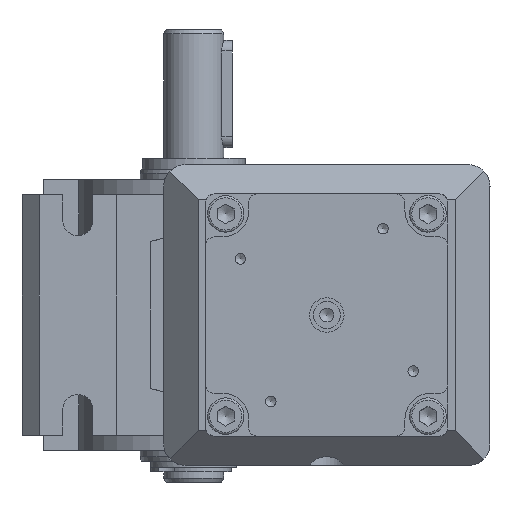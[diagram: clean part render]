
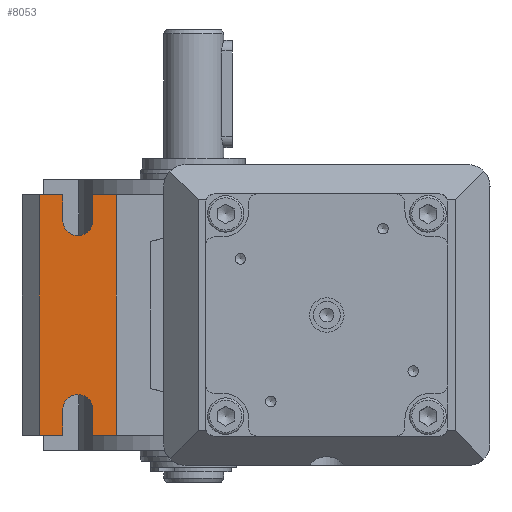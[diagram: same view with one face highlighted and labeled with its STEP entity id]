
A CAD part, left-side view. The second image highlights one B-rep face of the part: STEP entity #8053.
In plain terms, the highlighted planar face has unit normal (-1, 0, 0).
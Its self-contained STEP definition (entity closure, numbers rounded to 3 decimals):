
#7015=CARTESIAN_POINT('',(93.34,-58.707,24.566));
#7016=VERTEX_POINT('',#7015);
#7023=CARTESIAN_POINT('',(93.34,-53.207,24.566));
#7024=VERTEX_POINT('',#7023);
#7025=CARTESIAN_POINT('',(93.34,-53.207,24.566));
#7026=DIRECTION('',(0.0,-1.0,0.));
#7027=VECTOR('',#7026,5.5);
#7028=LINE('',#7025,#7027);
#7029=EDGE_CURVE('',#7024,#7016,#7028,.T.);
#7079=CARTESIAN_POINT('',(93.34,-58.707,80.566));
#7080=VERTEX_POINT('',#7079);
#7087=CARTESIAN_POINT('',(93.34,-58.707,80.566));
#7088=DIRECTION('',(0.0,0.,-1.0));
#7089=VECTOR('',#7088,56.);
#7090=LINE('',#7087,#7089);
#7091=EDGE_CURVE('',#7080,#7016,#7090,.T.);
#7135=CARTESIAN_POINT('',(93.34,-53.207,80.566));
#7136=VERTEX_POINT('',#7135);
#7143=CARTESIAN_POINT('',(93.34,-53.207,80.566));
#7144=DIRECTION('',(0.0,-1.0,0.));
#7145=VECTOR('',#7144,5.5);
#7146=LINE('',#7143,#7145);
#7147=EDGE_CURVE('',#7136,#7080,#7146,.T.);
#7971=CARTESIAN_POINT('',(93.34,-58.707,24.566));
#7972=DIRECTION('',(-1.0,0.0,0.0));
#7973=DIRECTION('',(0.0,-1.0,0.));
#7974=AXIS2_PLACEMENT_3D('',#7971,#7972,#7973);
#7975=PLANE('',#7974);
#7976=ORIENTED_EDGE('',*,*,#7091,.F.);
#7977=ORIENTED_EDGE('',*,*,#7147,.F.);
#7978=CARTESIAN_POINT('',(93.34,-53.207,74.566));
#7979=VERTEX_POINT('',#7978);
#7980=CARTESIAN_POINT('',(93.34,-53.207,80.566));
#7981=DIRECTION('',(0.0,0.,-1.0));
#7982=VECTOR('',#7981,6.0);
#7983=LINE('',#7980,#7982);
#7984=EDGE_CURVE('',#7136,#7979,#7983,.T.);
#7985=ORIENTED_EDGE('',*,*,#7984,.T.);
#7986=CARTESIAN_POINT('',(93.34,-46.207,74.566));
#7987=VERTEX_POINT('',#7986);
#7988=CARTESIAN_POINT('',(93.34,-49.707,74.566));
#7989=DIRECTION('',(1.0,0.,0.));
#7990=DIRECTION('',(0.,1.0,0.));
#7991=AXIS2_PLACEMENT_3D('',#7988,#7989,#7990);
#7992=CIRCLE('',#7991,3.5);
#7993=EDGE_CURVE('',#7979,#7987,#7992,.T.);
#7994=ORIENTED_EDGE('',*,*,#7993,.T.);
#7995=CARTESIAN_POINT('',(93.34,-46.207,80.566));
#7996=VERTEX_POINT('',#7995);
#7997=CARTESIAN_POINT('',(93.34,-46.207,74.566));
#7998=DIRECTION('',(0.0,0.,1.0));
#7999=VECTOR('',#7998,6.0);
#8000=LINE('',#7997,#7999);
#8001=EDGE_CURVE('',#7987,#7996,#8000,.T.);
#8002=ORIENTED_EDGE('',*,*,#8001,.T.);
#8003=CARTESIAN_POINT('',(93.34,-40.707,80.566));
#8004=VERTEX_POINT('',#8003);
#8005=CARTESIAN_POINT('',(93.34,-46.207,80.566));
#8006=DIRECTION('',(0.0,1.0,0.));
#8007=VECTOR('',#8006,5.5);
#8008=LINE('',#8005,#8007);
#8009=EDGE_CURVE('',#7996,#8004,#8008,.T.);
#8010=ORIENTED_EDGE('',*,*,#8009,.T.);
#8011=CARTESIAN_POINT('',(93.34,-40.707,24.566));
#8012=VERTEX_POINT('',#8011);
#8013=CARTESIAN_POINT('',(93.34,-40.707,80.566));
#8014=DIRECTION('',(0.0,0.,-1.0));
#8015=VECTOR('',#8014,56.);
#8016=LINE('',#8013,#8015);
#8017=EDGE_CURVE('',#8004,#8012,#8016,.T.);
#8018=ORIENTED_EDGE('',*,*,#8017,.T.);
#8019=CARTESIAN_POINT('',(93.34,-46.207,24.566));
#8020=VERTEX_POINT('',#8019);
#8021=CARTESIAN_POINT('',(93.34,-40.707,24.566));
#8022=DIRECTION('',(0.0,-1.0,0.));
#8023=VECTOR('',#8022,5.5);
#8024=LINE('',#8021,#8023);
#8025=EDGE_CURVE('',#8012,#8020,#8024,.T.);
#8026=ORIENTED_EDGE('',*,*,#8025,.T.);
#8027=CARTESIAN_POINT('',(93.34,-46.207,30.566));
#8028=VERTEX_POINT('',#8027);
#8029=CARTESIAN_POINT('',(93.34,-46.207,24.566));
#8030=DIRECTION('',(0.0,0.,1.0));
#8031=VECTOR('',#8030,6.0);
#8032=LINE('',#8029,#8031);
#8033=EDGE_CURVE('',#8020,#8028,#8032,.T.);
#8034=ORIENTED_EDGE('',*,*,#8033,.T.);
#8035=CARTESIAN_POINT('',(93.34,-53.207,30.566));
#8036=VERTEX_POINT('',#8035);
#8037=CARTESIAN_POINT('',(93.34,-49.707,30.566));
#8038=DIRECTION('',(1.0,0.,0.));
#8039=DIRECTION('',(0.,1.0,0.));
#8040=AXIS2_PLACEMENT_3D('',#8037,#8038,#8039);
#8041=CIRCLE('',#8040,3.5);
#8042=EDGE_CURVE('',#8028,#8036,#8041,.T.);
#8043=ORIENTED_EDGE('',*,*,#8042,.T.);
#8044=CARTESIAN_POINT('',(93.34,-53.207,30.566));
#8045=DIRECTION('',(0.0,0.,-1.0));
#8046=VECTOR('',#8045,6.0);
#8047=LINE('',#8044,#8046);
#8048=EDGE_CURVE('',#8036,#7024,#8047,.T.);
#8049=ORIENTED_EDGE('',*,*,#8048,.T.);
#8050=ORIENTED_EDGE('',*,*,#7029,.T.);
#8051=EDGE_LOOP('',(#7976,#7977,#7985,#7994,#8002,#8010,#8018,#8026,#8034,#8043,#8049,#8050));
#8052=FACE_OUTER_BOUND('',#8051,.T.);
#8053=ADVANCED_FACE('',(#8052),#7975,.T.);
